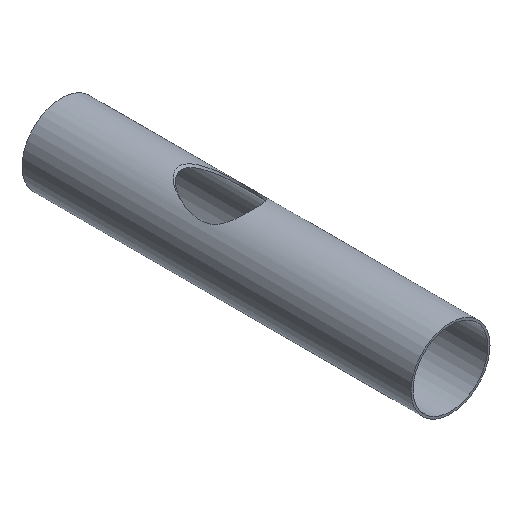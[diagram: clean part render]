
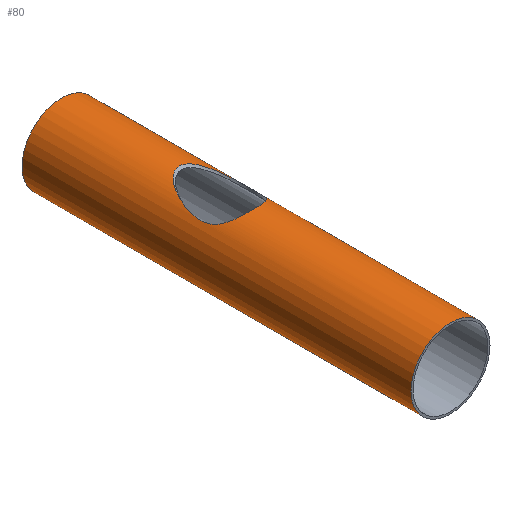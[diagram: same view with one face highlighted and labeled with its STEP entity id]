
A CAD part, isometric view. The second image highlights one B-rep face of the part: STEP entity #80.
In plain terms, the highlighted cylindrical face has radius 76.2 mm (diameter 152.4 mm), a full revolution.
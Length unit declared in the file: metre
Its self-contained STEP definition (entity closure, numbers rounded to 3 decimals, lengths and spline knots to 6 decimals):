
#23=B_SPLINE_CURVE_WITH_KNOTS('',3,(#198,#199,#200,#201,#202,#203,#204,
#205,#206,#207,#208,#209,#210,#211,#212,#213,#214,#215,#216,#217,#218,#219,
#220,#221,#222,#223,#224,#225,#226,#227,#228,#229,#230,#231,#232,#233,#234,
#235,#236,#237,#238,#239,#240,#241,#242,#243,#244,#245,#246,#247,#248,#249,
#250,#251,#252,#253,#254,#255,#256),.UNSPECIFIED.,.T.,.F.,(1,1,1,1,1,1,
1,1,1,1,1,1,1,1,1,1,1,1,1,1,1,1,1,1,1,1,1,1,1,1,1,1,1,1,1,1,1,1,1,1,1,1,
1,1,1,1,1,1,1,1,1,1,1,1,1,1,1,1,1,1,1,1,1),(-0.018688,-0.012459,
-0.006229,0.,0.012459,0.018688,
0.024918,0.031147,0.037376,0.043606,
0.049835,0.056065,0.062294,0.068523,
0.074753,0.080982,0.087212,0.09967,
0.112129,0.124588,0.137047,0.149506,
0.155735,0.161964,0.168194,0.174423,
0.180652,0.186882,0.189997,0.193111,
0.199341,0.202455,0.20557,0.211799,
0.218029,0.224258,0.230488,0.236717,
0.242946,0.249176,0.261635,0.274093,
0.286552,0.299011,0.31147,0.317699,
0.323929,0.330158,0.336387,0.342617,
0.345731,0.348846,0.355076,0.361305,0.367534,
0.373764,0.379993,0.386223,0.392452,
0.398681,0.41114,0.41737,0.423599),
 .UNSPECIFIED.);
#27=ORIENTED_EDGE('',*,*,#39,.F.);
#28=ORIENTED_EDGE('',*,*,#40,.T.);
#29=ORIENTED_EDGE('',*,*,#41,.F.);
#39=EDGE_CURVE('',#45,#45,#50,.T.);
#40=EDGE_CURVE('',#46,#46,#51,.T.);
#41=EDGE_CURVE('',#47,#47,#23,.T.);
#45=VERTEX_POINT('',#195);
#46=VERTEX_POINT('',#197);
#47=VERTEX_POINT('',#257);
#50=CIRCLE('',#101,0.0762);
#51=CIRCLE('',#102,0.0762);
#55=EDGE_LOOP('',(#27));
#56=EDGE_LOOP('',(#28));
#57=EDGE_LOOP('',(#29));
#67=FACE_BOUND('',#55,.T.);
#68=FACE_BOUND('',#56,.T.);
#69=FACE_BOUND('',#57,.T.);
#77=CYLINDRICAL_SURFACE('',#100,0.0762);
#80=ADVANCED_FACE('',(#67,#68,#69),#77,.T.);
#100=AXIS2_PLACEMENT_3D('',#193,#114,#115);
#101=AXIS2_PLACEMENT_3D('',#194,#116,#117);
#102=AXIS2_PLACEMENT_3D('',#196,#118,#119);
#114=DIRECTION('',(0.,1.,0.));
#115=DIRECTION('',(0.,0.,1.));
#116=DIRECTION('',(0.,-1.,0.));
#117=DIRECTION('',(0.,0.,-1.));
#118=DIRECTION('',(0.,-1.,0.));
#119=DIRECTION('',(0.,0.,-1.));
#193=CARTESIAN_POINT('',(0.,-0.75,0.));
#194=CARTESIAN_POINT('',(0.,-0.75,0.));
#195=CARTESIAN_POINT('',(0.,-0.75,-0.0762));
#196=CARTESIAN_POINT('',(0.,0.,0.));
#197=CARTESIAN_POINT('',(0.,0.,-0.0762));
#198=CARTESIAN_POINT('',(-0.006379,-0.370443,0.076021));
#199=CARTESIAN_POINT('',(0.002162,-0.370837,0.076376));
#200=CARTESIAN_POINT('',(0.010382,-0.370074,0.075684));
#201=CARTESIAN_POINT('',(0.01842,-0.368128,0.074023));
#202=CARTESIAN_POINT('',(0.02409,-0.366084,0.072368));
#203=CARTESIAN_POINT('',(0.029376,-0.363452,0.070383));
#204=CARTESIAN_POINT('',(0.034287,-0.360138,0.068115));
#205=CARTESIAN_POINT('',(0.038548,-0.356268,0.065784));
#206=CARTESIAN_POINT('',(0.042238,-0.351755,0.063466));
#207=CARTESIAN_POINT('',(0.045262,-0.34663,0.06133));
#208=CARTESIAN_POINT('',(0.047549,-0.341127,0.059562));
#209=CARTESIAN_POINT('',(0.049209,-0.335159,0.058188));
#210=CARTESIAN_POINT('',(0.050238,-0.329075,0.057297));
#211=CARTESIAN_POINT('',(0.050761,-0.322879,0.056831));
#212=CARTESIAN_POINT('',(0.050877,-0.314467,0.056727));
#213=CARTESIAN_POINT('',(0.05011,-0.30416,0.057416));
#214=CARTESIAN_POINT('',(0.048105,-0.291984,0.059125));
#215=CARTESIAN_POINT('',(0.045127,-0.280023,0.061449));
#216=CARTESIAN_POINT('',(0.041277,-0.268576,0.06412));
#217=CARTESIAN_POINT('',(0.037256,-0.259395,0.066528));
#218=CARTESIAN_POINT('',(0.03344,-0.25232,0.068498));
#219=CARTESIAN_POINT('',(0.030207,-0.247144,0.06999));
#220=CARTESIAN_POINT('',(0.026581,-0.242216,0.071452));
#221=CARTESIAN_POINT('',(0.022552,-0.237677,0.072832));
#222=CARTESIAN_POINT('',(0.01801,-0.23359,0.074098));
#223=CARTESIAN_POINT('',(0.01363,-0.230689,0.075012));
#224=CARTESIAN_POINT('',(0.009871,-0.228908,0.075577));
#225=CARTESIAN_POINT('',(0.005862,-0.227514,0.076022));
#226=CARTESIAN_POINT('',(0.001742,-0.226858,0.076232));
#227=CARTESIAN_POINT('',(-0.00253,-0.227021,0.07618));
#228=CARTESIAN_POINT('',(-0.006663,-0.227717,0.075957));
#229=CARTESIAN_POINT('',(-0.011657,-0.229538,0.075376));
#230=CARTESIAN_POINT('',(-0.016947,-0.232784,0.074351));
#231=CARTESIAN_POINT('',(-0.021704,-0.236828,0.073093));
#232=CARTESIAN_POINT('',(-0.025843,-0.241315,0.071724));
#233=CARTESIAN_POINT('',(-0.029556,-0.246194,0.070269));
#234=CARTESIAN_POINT('',(-0.032877,-0.251359,0.068772));
#235=CARTESIAN_POINT('',(-0.036798,-0.258444,0.066785));
#236=CARTESIAN_POINT('',(-0.040929,-0.267666,0.064346));
#237=CARTESIAN_POINT('',(-0.044911,-0.279277,0.061609));
#238=CARTESIAN_POINT('',(-0.047944,-0.291223,0.059257));
#239=CARTESIAN_POINT('',(-0.050011,-0.30336,0.057504));
#240=CARTESIAN_POINT('',(-0.050848,-0.313712,0.056753));
#241=CARTESIAN_POINT('',(-0.050792,-0.32219,0.056804));
#242=CARTESIAN_POINT('',(-0.050316,-0.328441,0.057228));
#243=CARTESIAN_POINT('',(-0.049324,-0.334634,0.058091));
#244=CARTESIAN_POINT('',(-0.047718,-0.340626,0.059425));
#245=CARTESIAN_POINT('',(-0.045851,-0.345261,0.060879));
#246=CARTESIAN_POINT('',(-0.043998,-0.348771,0.062223));
#247=CARTESIAN_POINT('',(-0.041878,-0.352157,0.063685));
#248=CARTESIAN_POINT('',(-0.038831,-0.355972,0.065618));
#249=CARTESIAN_POINT('',(-0.034547,-0.359937,0.067985));
#250=CARTESIAN_POINT('',(-0.029632,-0.363304,0.070276));
#251=CARTESIAN_POINT('',(-0.024331,-0.365985,0.07229));
#252=CARTESIAN_POINT('',(-0.018551,-0.36809,0.073992));
#253=CARTESIAN_POINT('',(-0.012557,-0.369557,0.075242));
#254=CARTESIAN_POINT('',(-0.006379,-0.370443,0.076021));
#255=CARTESIAN_POINT('',(0.002162,-0.370837,0.076376));
#256=CARTESIAN_POINT('',(0.010382,-0.370074,0.075684));
#257=CARTESIAN_POINT('',(0.,-0.370642,0.0762));
